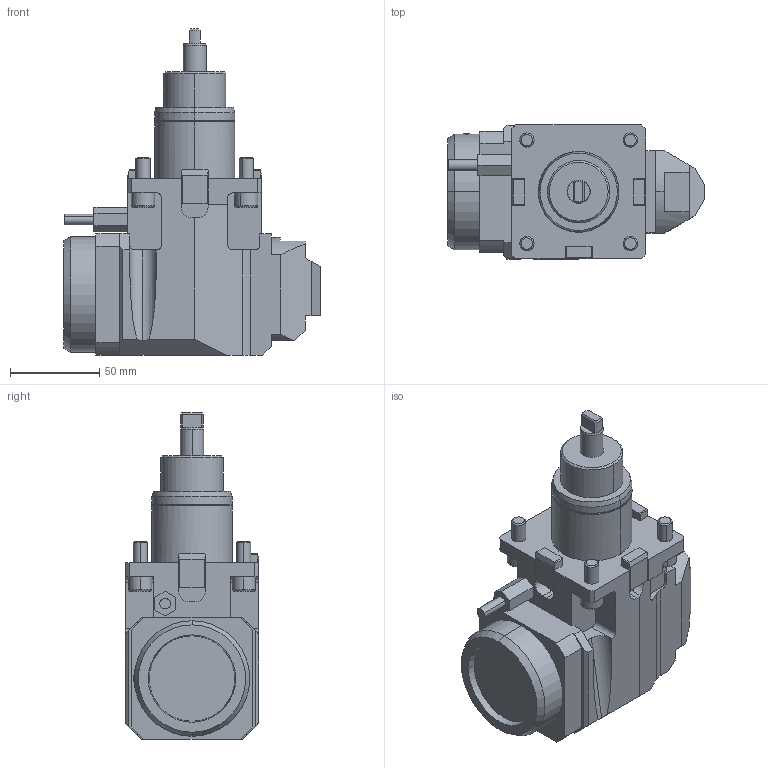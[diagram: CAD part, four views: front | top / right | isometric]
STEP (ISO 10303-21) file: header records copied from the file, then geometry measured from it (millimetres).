
FILE_DESCRIPTION(('HOOPS Exchange Step'),'2;1');
FILE_NAME('Modelcomposition.stp','2024-06-04T21:42:19+00:00',('toolarena-modelservice-ewspro'),('Unknown organisation'),'HOOPS Exchange 2021.2','HOOPS Exchange','Unknown authorisation');
FILE_SCHEMA( ('AP242_MANAGED_MODEL_BASED_3D_ENGINEERING_MIM_LF {1 0 10303 442 1 1 4 }') );
Length unit declared in the file: millimetre
Products named in the file (1): EWS_194432_DIN4003
Bounding box: 144 x 75 x 183 mm (x, y, z)
Volume: 758730.8 mm3; surface area: 75955.4 mm2
Topology: 1 solids, 2 shells, 271 faces, 712 edges, 455 vertices
Faces by surface type: plane 149, cylinder 80, cone 30, torus 12
Entity records: 8581 total; most frequent: CARTESIAN_POINT 1648, DIRECTION 1481, ORIENTED_EDGE 1424, EDGE_CURVE 712, AXIS2_PLACEMENT_3D 510, VECTOR 461, LINE 461, VERTEX_POINT 455
